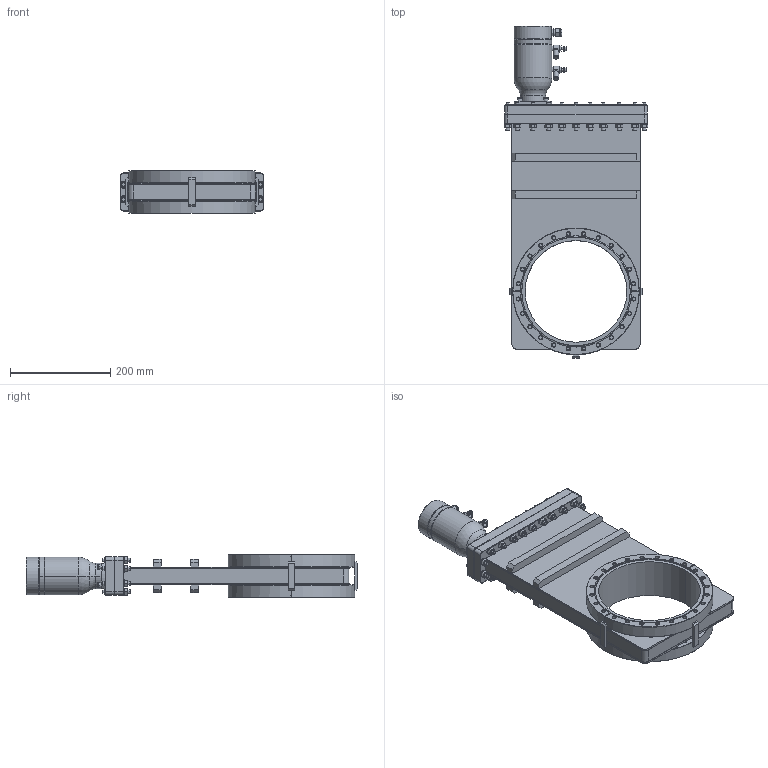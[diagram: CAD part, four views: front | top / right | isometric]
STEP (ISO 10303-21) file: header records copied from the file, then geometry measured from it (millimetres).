
FILE_DESCRIPTION((''),'2;1');
FILE_NAME('11222-0800R','2011-02-02T',('jd'),(''),'PRO/ENGINEER BY PARAMETRIC TECHNOLOGY CORPORATION, 2010280','PRO/ENGINEER BY PARAMETRIC TECHNOLOGY CORPORATION, 2010280','');
FILE_SCHEMA(('CONFIG_CONTROL_DESIGN'));
Length unit declared in the file: inch
Products named in the file (1): 11222-0800R
Bounding box: 287.48 x 663.32 x 84.96 mm (x, y, z)
Volume: 5510948.7 mm3; surface area: 522305.1 mm2
Topology: 4 solids, 52 shells, 1992 faces, 4573 edges, 2798 vertices
Faces by surface type: plane 1093, cone 472, cylinder 409, torus 16, sphere 2
Entity records: 56885 total; most frequent: CARTESIAN_POINT 12096, DIRECTION 9420, ORIENTED_EDGE 8954, EDGE_CURVE 4573, AXIS2_PLACEMENT_3D 3462, VERTEX_POINT 2798, VECTOR 2496, LINE 2496
